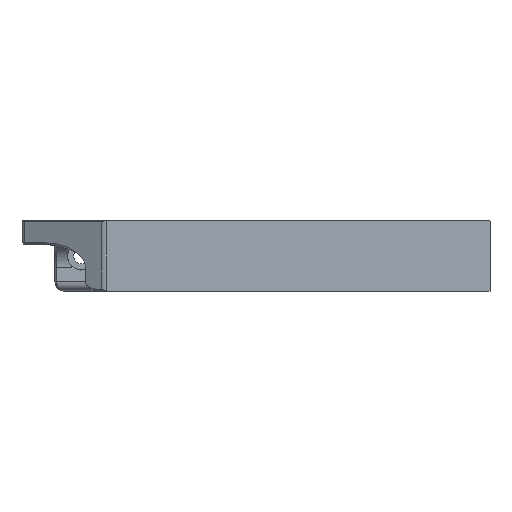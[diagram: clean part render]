
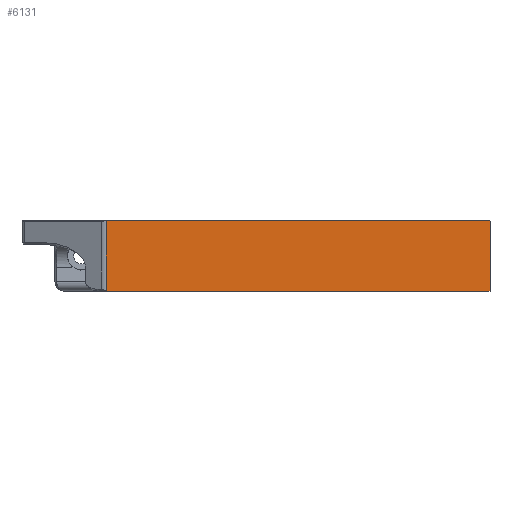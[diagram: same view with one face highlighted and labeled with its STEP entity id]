
A CAD part, front view. The second image highlights one B-rep face of the part: STEP entity #6131.
In plain terms, the highlighted planar face has unit normal (0, -1, 0).
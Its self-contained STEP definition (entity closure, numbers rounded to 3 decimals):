
#688=FACE_OUTER_BOUND('',#1065,.T.);
#1065=EDGE_LOOP('',(#4217,#4218,#4219,#4220,#4221));
#1469=LINE('',#8800,#2023);
#1479=LINE('',#9002,#2033);
#1481=LINE('',#9006,#2035);
#1488=LINE('',#9027,#2042);
#1489=LINE('',#9028,#2043);
#2023=VECTOR('',#7169,10.);
#2033=VECTOR('',#7187,10.);
#2035=VECTOR('',#7191,1000.);
#2042=VECTOR('',#7208,1000.);
#2043=VECTOR('',#7209,10.);
#2576=VERTEX_POINT('',#8797);
#2577=VERTEX_POINT('',#8799);
#2588=VERTEX_POINT('',#8999);
#2589=VERTEX_POINT('',#9001);
#2590=VERTEX_POINT('',#9005);
#3171=EDGE_CURVE('',#2576,#2577,#1469,.T.);
#3186=EDGE_CURVE('',#2588,#2589,#1479,.T.);
#3188=EDGE_CURVE('',#2589,#2590,#1481,.T.);
#3199=EDGE_CURVE('',#2576,#2590,#1488,.T.);
#3200=EDGE_CURVE('',#2588,#2577,#1489,.T.);
#4217=ORIENTED_EDGE('',*,*,#3171,.F.);
#4218=ORIENTED_EDGE('',*,*,#3199,.T.);
#4219=ORIENTED_EDGE('',*,*,#3188,.F.);
#4220=ORIENTED_EDGE('',*,*,#3186,.F.);
#4221=ORIENTED_EDGE('',*,*,#3200,.T.);
#5965=PLANE('',#6548);
#6131=ADVANCED_FACE('',(#688),#5965,.T.);
#6548=AXIS2_PLACEMENT_3D('',#9026,#7206,#7207);
#7169=DIRECTION('',(0.,0.,1.));
#7187=DIRECTION('',(0.707,0.,-0.707));
#7191=DIRECTION('',(0.,0.,-1.));
#7206=DIRECTION('center_axis',(0.,-1.,0.));
#7207=DIRECTION('ref_axis',(0.,0.,1.));
#7208=DIRECTION('',(1.,0.,0.));
#7209=DIRECTION('',(-1.,0.,0.));
#8797=CARTESIAN_POINT('',(-33.119,-14.991,-3.138));
#8799=CARTESIAN_POINT('',(-33.119,-14.991,11.862));
#8800=CARTESIAN_POINT('',(-33.119,-14.991,4.312));
#8999=CARTESIAN_POINT('',(48.8,-14.991,11.862));
#9001=CARTESIAN_POINT('',(48.9,-14.991,11.762));
#9002=CARTESIAN_POINT('',(23.85,-14.991,36.812));
#9005=CARTESIAN_POINT('',(48.9,-14.991,-3.138));
#9006=CARTESIAN_POINT('',(48.9,-14.991,-3.138));
#9026=CARTESIAN_POINT('Origin',(-66.1,-14.991,-3.138));
#9027=CARTESIAN_POINT('',(-66.1,-14.991,-3.138));
#9028=CARTESIAN_POINT('',(-61.1,-14.991,11.862));
